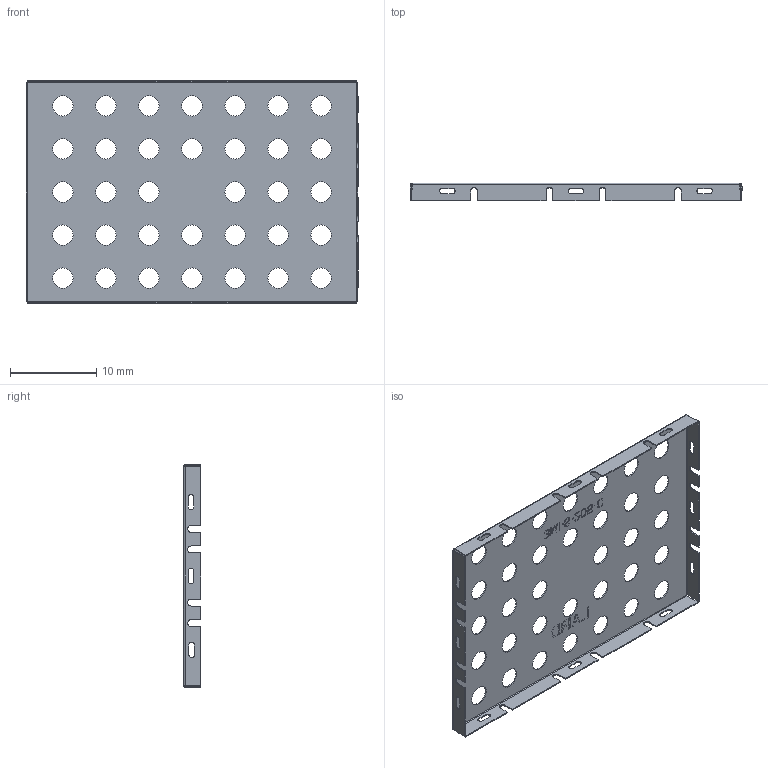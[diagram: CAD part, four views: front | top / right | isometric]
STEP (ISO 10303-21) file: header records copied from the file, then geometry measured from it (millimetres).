
FILE_DESCRIPTION((''),'2;1');
FILE_NAME('BMI-S-205-C','2020-06-25T11:11:01',('Tim.Wrona'),('LAIRD'),'CREO PARAMETRIC BY PTC INC, 2018020','CREO PARAMETRIC BY PTC INC, 2018020','');
FILE_SCHEMA(('AUTOMOTIVE_DESIGN { 1 0 10303 214 1 1 1 1 }'));
Length unit declared in the file: millimetre
Products named in the file (1): BMI-S-205-C
Bounding box: 38.56 x 2 x 25.86 mm (x, y, z)
Volume: 135.8 mm3; surface area: 2164.6 mm2
Topology: 1 solids, 1 shells, 591 faces, 1669 edges, 1102 vertices
Faces by surface type: plane 463, cylinder 116, bspline 12
Entity records: 19708 total; most frequent: CARTESIAN_POINT 3843, ORIENTED_EDGE 3338, DIRECTION 3031, EDGE_CURVE 1669, VECTOR 1428, LINE 1428, VERTEX_POINT 1102, AXIS2_PLACEMENT_3D 800
